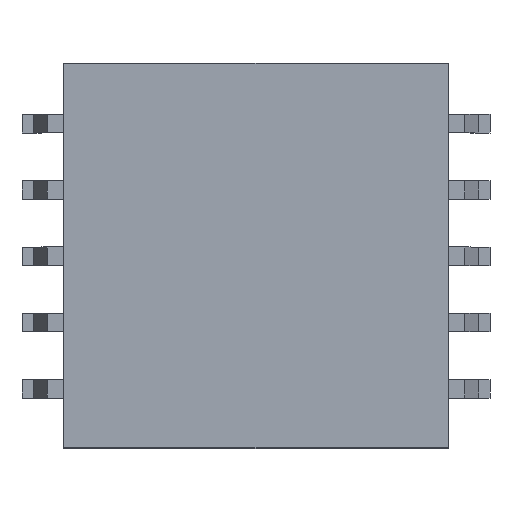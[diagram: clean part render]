
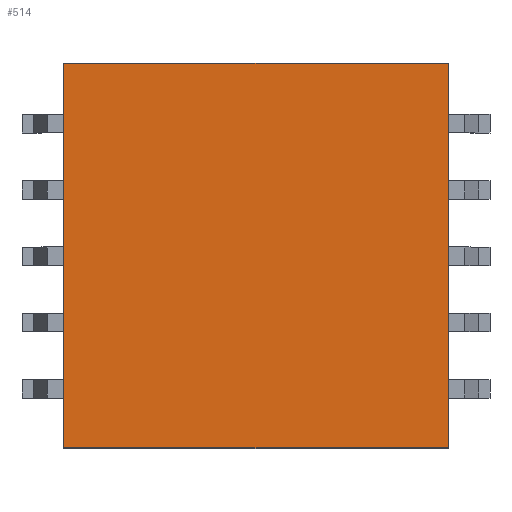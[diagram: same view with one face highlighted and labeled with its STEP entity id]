
A CAD part, top view. The second image highlights one B-rep face of the part: STEP entity #514.
In plain terms, the highlighted planar face has unit normal (0, 0, 1).
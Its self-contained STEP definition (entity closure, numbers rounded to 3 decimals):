
#385 = VERTEX_POINT('',#386);
#386 = CARTESIAN_POINT('',(7.25,7.25,2.));
#392 = EDGE_CURVE('',#385,#393,#395,.T.);
#393 = VERTEX_POINT('',#394);
#394 = CARTESIAN_POINT('',(-7.25,7.25,2.));
#395 = LINE('',#396,#397);
#396 = CARTESIAN_POINT('',(7.25,7.25,2.));
#397 = VECTOR('',#398,1.);
#398 = DIRECTION('',(-1.,0.,0.));
#423 = EDGE_CURVE('',#393,#424,#426,.T.);
#424 = VERTEX_POINT('',#425);
#425 = CARTESIAN_POINT('',(-7.25,-7.25,2.));
#426 = LINE('',#427,#428);
#427 = CARTESIAN_POINT('',(-7.25,7.25,2.));
#428 = VECTOR('',#429,1.);
#429 = DIRECTION('',(0.,-1.,0.));
#454 = EDGE_CURVE('',#424,#455,#457,.T.);
#455 = VERTEX_POINT('',#456);
#456 = CARTESIAN_POINT('',(7.25,-7.25,2.));
#457 = LINE('',#458,#459);
#458 = CARTESIAN_POINT('',(-7.25,-7.25,2.));
#459 = VECTOR('',#460,1.);
#460 = DIRECTION('',(1.,0.,0.));
#485 = EDGE_CURVE('',#455,#385,#486,.T.);
#486 = LINE('',#487,#488);
#487 = CARTESIAN_POINT('',(7.25,-7.25,2.));
#488 = VECTOR('',#489,1.);
#489 = DIRECTION('',(0.,1.,0.));
#514 = ADVANCED_FACE('',(#515),#521,.T.);
#515 = FACE_BOUND('',#516,.T.);
#516 = EDGE_LOOP('',(#517,#518,#519,#520));
#517 = ORIENTED_EDGE('',*,*,#392,.T.);
#518 = ORIENTED_EDGE('',*,*,#423,.T.);
#519 = ORIENTED_EDGE('',*,*,#454,.T.);
#520 = ORIENTED_EDGE('',*,*,#485,.T.);
#521 = PLANE('',#522);
#522 = AXIS2_PLACEMENT_3D('',#523,#524,#525);
#523 = CARTESIAN_POINT('',(0.,0.,2.));
#524 = DIRECTION('',(0.,0.,1.));
#525 = DIRECTION('',(1.,0.,0.));
